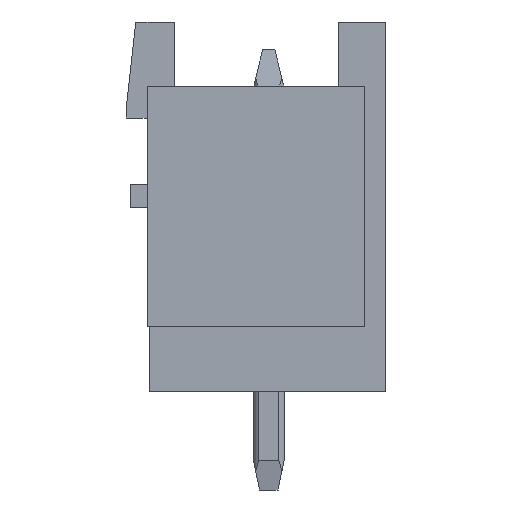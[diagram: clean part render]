
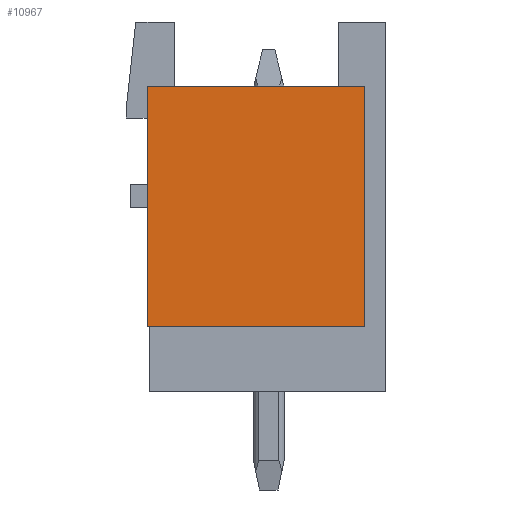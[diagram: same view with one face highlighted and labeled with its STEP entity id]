
A CAD part, left-side view. The second image highlights one B-rep face of the part: STEP entity #10967.
In plain terms, the highlighted planar face has unit normal (-1, 0, 0).
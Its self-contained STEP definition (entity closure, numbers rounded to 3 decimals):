
#10940=AXIS2_PLACEMENT_3D('Plane Axis2P3D',#10937,#10938,#10939) ;
#10915=CARTESIAN_POINT('Vertex',(0.,7.75,13.1)) ;
#10918=CARTESIAN_POINT('Line Origine',(0.,4.225,13.1)) ;
#10922=CARTESIAN_POINT('Vertex',(0.,0.7,13.1)) ;
#10937=CARTESIAN_POINT('Axis2P3D Location',(0.,7.75,5.3)) ;
#10942=CARTESIAN_POINT('Line Origine',(0.,7.75,9.2)) ;
#10946=CARTESIAN_POINT('Vertex',(0.,7.75,5.3)) ;
#10949=CARTESIAN_POINT('Line Origine',(0.,4.225,5.3)) ;
#10953=CARTESIAN_POINT('Vertex',(0.,0.7,5.3)) ;
#10956=CARTESIAN_POINT('Line Origine',(0.,0.7,9.2)) ;
#10919=DIRECTION('Vector Direction',(0.,-1.,0.)) ;
#10938=DIRECTION('Axis2P3D Direction',(1.,0.,0.)) ;
#10939=DIRECTION('Axis2P3D XDirection',(0.,0.,1.)) ;
#10943=DIRECTION('Vector Direction',(0.,0.,1.)) ;
#10950=DIRECTION('Vector Direction',(0.,-1.,0.)) ;
#10957=DIRECTION('Vector Direction',(0.,0.,1.)) ;
#10920=VECTOR('Line Direction',#10919,1.) ;
#10944=VECTOR('Line Direction',#10943,1.) ;
#10951=VECTOR('Line Direction',#10950,1.) ;
#10958=VECTOR('Line Direction',#10957,1.) ;
#10962=ORIENTED_EDGE('',*,*,#10924,.F.) ;
#10963=ORIENTED_EDGE('',*,*,#10948,.T.) ;
#10964=ORIENTED_EDGE('',*,*,#10955,.T.) ;
#10965=ORIENTED_EDGE('',*,*,#10960,.F.) ;
#10967=ADVANCED_FACE('HOUSING',(#10966),#10941,.F.) ;
#10924=EDGE_CURVE('',#10916,#10923,#10921,.T.) ;
#10948=EDGE_CURVE('',#10916,#10947,#10945,.F.) ;
#10955=EDGE_CURVE('',#10947,#10954,#10952,.T.) ;
#10960=EDGE_CURVE('',#10923,#10954,#10959,.F.) ;
#10961=EDGE_LOOP('',(#10962,#10963,#10964,#10965)) ;
#10966=FACE_OUTER_BOUND('',#10961,.T.) ;
#10921=LINE('Line',#10918,#10920) ;
#10945=LINE('Line',#10942,#10944) ;
#10952=LINE('Line',#10949,#10951) ;
#10959=LINE('Line',#10956,#10958) ;
#10941=PLANE('',#10940) ;
#10916=VERTEX_POINT('',#10915) ;
#10923=VERTEX_POINT('',#10922) ;
#10947=VERTEX_POINT('',#10946) ;
#10954=VERTEX_POINT('',#10953) ;
